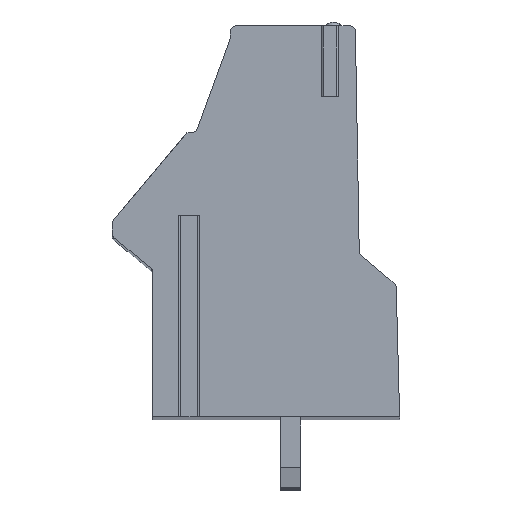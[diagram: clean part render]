
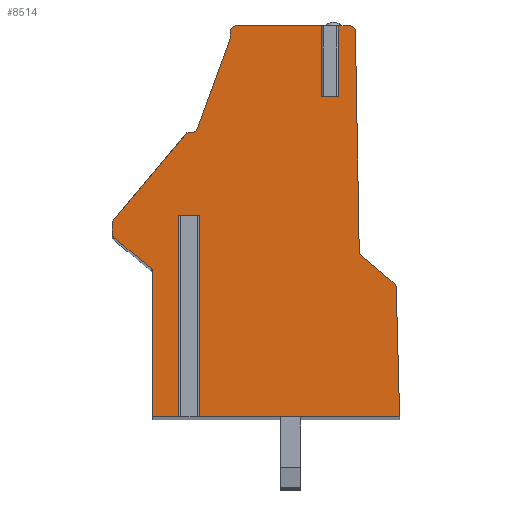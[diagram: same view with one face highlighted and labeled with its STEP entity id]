
A CAD part, top view. The second image highlights one B-rep face of the part: STEP entity #8514.
In plain terms, the highlighted planar face has unit normal (0, 0, 1).
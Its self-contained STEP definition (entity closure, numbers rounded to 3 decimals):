
#13=DIRECTION('',(-1.,0.,0.));
#14=VECTOR('',#13,0.55);
#15=CARTESIAN_POINT('',(3.708,6.127,73.66));
#16=LINE('',#15,#14);
#17=DIRECTION('',(0.,-1.,0.));
#18=VECTOR('',#17,3.5);
#19=CARTESIAN_POINT('',(3.708,9.627,73.66));
#20=LINE('',#19,#18);
#21=DIRECTION('',(-1.,0.,0.));
#22=VECTOR('',#21,0.682);
#23=CARTESIAN_POINT('',(4.39,9.627,73.66));
#24=LINE('',#23,#22);
#25=CARTESIAN_POINT('',(4.39,9.327,73.66));
#26=DIRECTION('',(0.,0.,1.));
#27=DIRECTION('',(1.,0.017,0.));
#28=AXIS2_PLACEMENT_3D('',#25,#26,#27);
#30=DIRECTION('',(-0.017,1.,0.));
#31=VECTOR('',#30,10.885);
#32=CARTESIAN_POINT('',(4.88,-1.552,73.66));
#33=LINE('',#32,#31);
#34=CARTESIAN_POINT('',(5.18,-1.546,73.66));
#35=DIRECTION('',(0.,0.,-1.));
#36=DIRECTION('',(-0.643,-0.766,0.));
#37=AXIS2_PLACEMENT_3D('',#34,#35,#36);
#39=DIRECTION('',(-0.766,0.643,0.));
#40=VECTOR('',#39,2.116);
#41=CARTESIAN_POINT('',(6.608,-3.137,73.66));
#42=LINE('',#41,#40);
#43=CARTESIAN_POINT('',(6.415,-3.366,73.66));
#44=DIRECTION('',(0.,0.,1.));
#45=DIRECTION('',(1.,0.029,0.));
#46=AXIS2_PLACEMENT_3D('',#43,#44,#45);
#48=DIRECTION('',(-0.026,1.,0.));
#49=VECTOR('',#48,6.418);
#50=CARTESIAN_POINT('',(6.883,-9.773,73.66));
#51=LINE('',#50,#49);
#52=DIRECTION('',(1.,0.,0.));
#53=VECTOR('',#52,9.952);
#54=CARTESIAN_POINT('',(-3.069,-9.773,73.66));
#55=LINE('',#54,#53);
#56=DIRECTION('',(0.,-1.,0.));
#57=VECTOR('',#56,10.);
#58=CARTESIAN_POINT('',(-3.069,0.227,73.66));
#59=LINE('',#58,#57);
#60=DIRECTION('',(-1.,0.,0.));
#61=VECTOR('',#60,0.996);
#62=CARTESIAN_POINT('',(-3.069,0.227,73.66));
#63=LINE('',#62,#61);
#64=DIRECTION('',(0.,-1.,0.));
#65=VECTOR('',#64,10.);
#66=CARTESIAN_POINT('',(-4.065,0.227,73.66));
#67=LINE('',#66,#65);
#68=DIRECTION('',(1.,0.,0.));
#69=VECTOR('',#68,1.302);
#70=CARTESIAN_POINT('',(-5.367,-9.773,73.66));
#71=LINE('',#70,#69);
#72=DIRECTION('',(0.,-1.,0.));
#73=VECTOR('',#72,7.198);
#74=CARTESIAN_POINT('',(-5.367,-2.576,73.66));
#75=LINE('',#74,#73);
#76=CARTESIAN_POINT('',(-5.567,-2.576,73.66));
#77=DIRECTION('',(0.,0.,-1.));
#78=DIRECTION('',(0.643,0.766,0.));
#79=AXIS2_PLACEMENT_3D('',#76,#77,#78);
#81=DIRECTION('',(0.766,-0.643,0.));
#82=VECTOR('',#81,2.424);
#83=CARTESIAN_POINT('',(-7.295,-0.864,73.66));
#84=LINE('',#83,#82);
#85=CARTESIAN_POINT('',(-7.167,-0.711,73.66));
#86=DIRECTION('',(0.,0.,1.));
#87=DIRECTION('',(-1.,0.,0.));
#88=AXIS2_PLACEMENT_3D('',#85,#86,#87);
#90=DIRECTION('',(0.,-1.,0.));
#91=VECTOR('',#90,0.52);
#92=CARTESIAN_POINT('',(-7.367,-0.191,73.66));
#93=LINE('',#92,#91);
#94=CARTESIAN_POINT('',(-7.067,-0.191,73.66));
#95=DIRECTION('',(0.,0.,1.));
#96=DIRECTION('',(-0.766,0.643,0.));
#97=AXIS2_PLACEMENT_3D('',#94,#95,#96);
#99=DIRECTION('',(-0.643,-0.766,0.));
#100=VECTOR('',#99,5.645);
#101=CARTESIAN_POINT('',(-3.668,4.327,73.66));
#102=LINE('',#101,#100);
#103=DIRECTION('',(-1.,0.,0.));
#104=VECTOR('',#103,0.236);
#105=CARTESIAN_POINT('',(-3.432,4.327,73.66));
#106=LINE('',#105,#104);
#107=CARTESIAN_POINT('',(-3.432,4.627,73.66));
#108=DIRECTION('',(0.,0.,-1.));
#109=DIRECTION('',(0.94,-0.342,0.));
#110=AXIS2_PLACEMENT_3D('',#107,#108,#109);
#112=DIRECTION('',(-0.342,-0.94,0.));
#113=VECTOR('',#112,4.782);
#114=CARTESIAN_POINT('',(-1.515,9.018,73.66));
#115=LINE('',#114,#113);
#116=DIRECTION('',(0.,-1.,0.));
#117=VECTOR('',#116,0.309);
#118=CARTESIAN_POINT('',(-1.515,9.327,73.66));
#119=LINE('',#118,#117);
#120=CARTESIAN_POINT('',(-1.215,9.327,73.66));
#121=DIRECTION('',(0.,0.,1.));
#122=DIRECTION('',(0.,1.,0.));
#123=AXIS2_PLACEMENT_3D('',#120,#121,#122);
#125=DIRECTION('',(-1.,0.,0.));
#126=VECTOR('',#125,4.373);
#127=CARTESIAN_POINT('',(3.158,9.627,73.66));
#128=LINE('',#127,#126);
#129=DIRECTION('',(0.,-1.,0.));
#130=VECTOR('',#129,3.5);
#131=CARTESIAN_POINT('',(3.158,9.627,73.66));
#132=LINE('',#131,#130);
#6645=CARTESIAN_POINT('',(6.883,-9.773,73.66));
#6646=CARTESIAN_POINT('',(6.715,-3.358,73.66));
#6647=VERTEX_POINT('',#6645);
#6648=VERTEX_POINT('',#6646);
#6649=CARTESIAN_POINT('',(6.608,-3.137,73.66));
#6650=VERTEX_POINT('',#6649);
#6651=CARTESIAN_POINT('',(4.987,-1.776,73.66));
#6652=VERTEX_POINT('',#6651);
#6653=CARTESIAN_POINT('',(4.88,-1.552,73.66));
#6654=VERTEX_POINT('',#6653);
#6655=CARTESIAN_POINT('',(4.69,9.332,73.66));
#6656=VERTEX_POINT('',#6655);
#6657=CARTESIAN_POINT('',(4.39,9.627,73.66));
#6658=VERTEX_POINT('',#6657);
#6659=CARTESIAN_POINT('',(-1.215,9.627,73.66));
#6660=CARTESIAN_POINT('',(-1.515,9.327,73.66));
#6661=VERTEX_POINT('',#6659);
#6662=VERTEX_POINT('',#6660);
#6663=CARTESIAN_POINT('',(-1.515,9.018,73.66));
#6664=VERTEX_POINT('',#6663);
#6665=CARTESIAN_POINT('',(-3.15,4.524,73.66));
#6666=VERTEX_POINT('',#6665);
#6667=CARTESIAN_POINT('',(-3.432,4.327,73.66));
#6668=VERTEX_POINT('',#6667);
#6669=CARTESIAN_POINT('',(-3.668,4.327,73.66));
#6670=VERTEX_POINT('',#6669);
#6671=CARTESIAN_POINT('',(-7.297,0.002,73.66));
#6672=VERTEX_POINT('',#6671);
#6673=CARTESIAN_POINT('',(-7.367,-0.191,73.66));
#6674=VERTEX_POINT('',#6673);
#6675=CARTESIAN_POINT('',(-7.367,-0.711,73.66));
#6676=VERTEX_POINT('',#6675);
#6677=CARTESIAN_POINT('',(-7.295,-0.864,73.66));
#6678=VERTEX_POINT('',#6677);
#6679=CARTESIAN_POINT('',(-5.438,-2.422,73.66));
#6680=VERTEX_POINT('',#6679);
#6681=CARTESIAN_POINT('',(-5.367,-2.576,73.66));
#6682=VERTEX_POINT('',#6681);
#6683=CARTESIAN_POINT('',(-5.367,-9.773,73.66));
#6684=VERTEX_POINT('',#6683);
#6785=CARTESIAN_POINT('',(-3.069,0.227,73.66));
#6786=CARTESIAN_POINT('',(-4.065,0.227,73.66));
#6787=VERTEX_POINT('',#6785);
#6788=VERTEX_POINT('',#6786);
#6789=CARTESIAN_POINT('',(-3.069,-9.773,73.66));
#6790=VERTEX_POINT('',#6789);
#6791=CARTESIAN_POINT('',(-4.065,-9.773,73.66));
#6792=VERTEX_POINT('',#6791);
#6829=CARTESIAN_POINT('',(3.708,6.127,73.66));
#6830=CARTESIAN_POINT('',(3.158,6.127,73.66));
#6831=VERTEX_POINT('',#6829);
#6832=VERTEX_POINT('',#6830);
#6833=CARTESIAN_POINT('',(3.158,9.627,73.66));
#6834=VERTEX_POINT('',#6833);
#6835=CARTESIAN_POINT('',(3.708,9.627,73.66));
#6836=VERTEX_POINT('',#6835);
#8451=CARTESIAN_POINT('',(0.,0.,73.66));
#8452=DIRECTION('',(0.,0.,1.));
#8453=DIRECTION('',(1.,0.,0.));
#8454=AXIS2_PLACEMENT_3D('',#8451,#8452,#8453);
#8455=PLANE('',#8454);
#8457=ORIENTED_EDGE('',*,*,#8456,.F.);
#8459=ORIENTED_EDGE('',*,*,#8458,.F.);
#8461=ORIENTED_EDGE('',*,*,#8460,.F.);
#8463=ORIENTED_EDGE('',*,*,#8462,.F.);
#8465=ORIENTED_EDGE('',*,*,#8464,.F.);
#8467=ORIENTED_EDGE('',*,*,#8466,.F.);
#8469=ORIENTED_EDGE('',*,*,#8468,.F.);
#8471=ORIENTED_EDGE('',*,*,#8470,.F.);
#8473=ORIENTED_EDGE('',*,*,#8472,.F.);
#8475=ORIENTED_EDGE('',*,*,#8474,.F.);
#8477=ORIENTED_EDGE('',*,*,#8476,.F.);
#8479=ORIENTED_EDGE('',*,*,#8478,.T.);
#8481=ORIENTED_EDGE('',*,*,#8480,.T.);
#8483=ORIENTED_EDGE('',*,*,#8482,.F.);
#8485=ORIENTED_EDGE('',*,*,#8484,.F.);
#8487=ORIENTED_EDGE('',*,*,#8486,.F.);
#8489=ORIENTED_EDGE('',*,*,#8488,.F.);
#8491=ORIENTED_EDGE('',*,*,#8490,.F.);
#8493=ORIENTED_EDGE('',*,*,#8492,.F.);
#8495=ORIENTED_EDGE('',*,*,#8494,.F.);
#8497=ORIENTED_EDGE('',*,*,#8496,.F.);
#8499=ORIENTED_EDGE('',*,*,#8498,.F.);
#8501=ORIENTED_EDGE('',*,*,#8500,.F.);
#8503=ORIENTED_EDGE('',*,*,#8502,.F.);
#8505=ORIENTED_EDGE('',*,*,#8504,.F.);
#8507=ORIENTED_EDGE('',*,*,#8506,.F.);
#8509=ORIENTED_EDGE('',*,*,#8508,.F.);
#8511=ORIENTED_EDGE('',*,*,#8510,.T.);
#8512=EDGE_LOOP('',(#8457,#8459,#8461,#8463,#8465,#8467,#8469,#8471,#8473,#8475,
#8477,#8479,#8481,#8483,#8485,#8487,#8489,#8491,#8493,#8495,#8497,#8499,#8501,
#8503,#8505,#8507,#8509,#8511));
#8513=FACE_OUTER_BOUND('',#8512,.F.);
#29=CIRCLE('',#28,0.3);
#38=CIRCLE('',#37,0.3);
#47=CIRCLE('',#46,0.3);
#80=CIRCLE('',#79,0.2);
#89=CIRCLE('',#88,0.2);
#98=CIRCLE('',#97,0.3);
#111=CIRCLE('',#110,0.3);
#124=CIRCLE('',#123,0.3);
#8456=EDGE_CURVE('',#6831,#6832,#16,.T.);
#8458=EDGE_CURVE('',#6836,#6831,#20,.T.);
#8460=EDGE_CURVE('',#6658,#6836,#24,.T.);
#8462=EDGE_CURVE('',#6656,#6658,#29,.T.);
#8464=EDGE_CURVE('',#6654,#6656,#33,.T.);
#8466=EDGE_CURVE('',#6652,#6654,#38,.T.);
#8468=EDGE_CURVE('',#6650,#6652,#42,.T.);
#8470=EDGE_CURVE('',#6648,#6650,#47,.T.);
#8472=EDGE_CURVE('',#6647,#6648,#51,.T.);
#8474=EDGE_CURVE('',#6790,#6647,#55,.T.);
#8476=EDGE_CURVE('',#6787,#6790,#59,.T.);
#8478=EDGE_CURVE('',#6787,#6788,#63,.T.);
#8480=EDGE_CURVE('',#6788,#6792,#67,.T.);
#8482=EDGE_CURVE('',#6684,#6792,#71,.T.);
#8484=EDGE_CURVE('',#6682,#6684,#75,.T.);
#8486=EDGE_CURVE('',#6680,#6682,#80,.T.);
#8488=EDGE_CURVE('',#6678,#6680,#84,.T.);
#8490=EDGE_CURVE('',#6676,#6678,#89,.T.);
#8492=EDGE_CURVE('',#6674,#6676,#93,.T.);
#8494=EDGE_CURVE('',#6672,#6674,#98,.T.);
#8496=EDGE_CURVE('',#6670,#6672,#102,.T.);
#8498=EDGE_CURVE('',#6668,#6670,#106,.T.);
#8500=EDGE_CURVE('',#6666,#6668,#111,.T.);
#8502=EDGE_CURVE('',#6664,#6666,#115,.T.);
#8504=EDGE_CURVE('',#6662,#6664,#119,.T.);
#8506=EDGE_CURVE('',#6661,#6662,#124,.T.);
#8508=EDGE_CURVE('',#6834,#6661,#128,.T.);
#8510=EDGE_CURVE('',#6834,#6832,#132,.T.);
#8514=ADVANCED_FACE('',(#8513),#8455,.T.);
